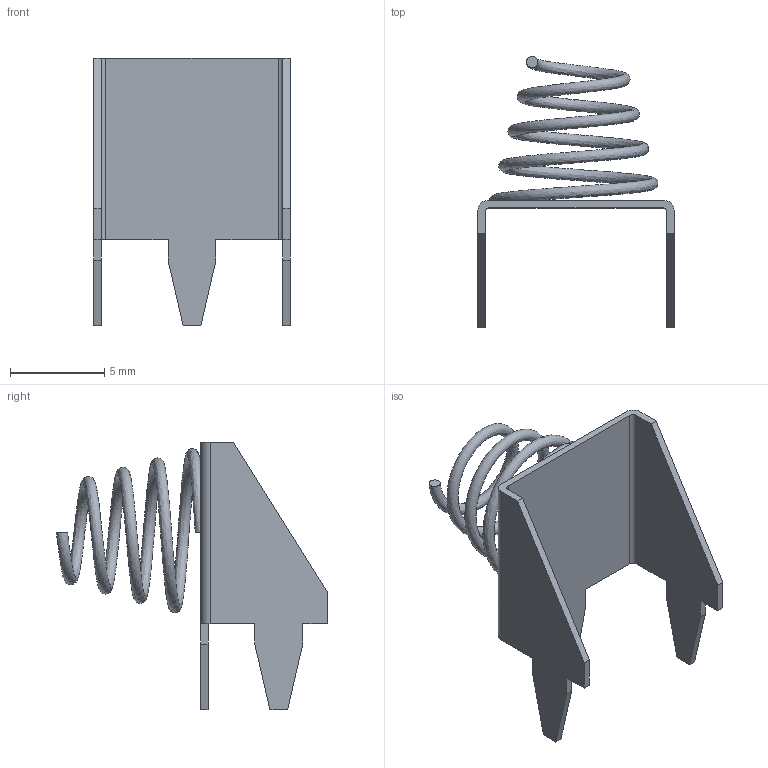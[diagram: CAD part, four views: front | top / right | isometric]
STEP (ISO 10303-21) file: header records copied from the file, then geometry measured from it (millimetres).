
FILE_DESCRIPTION(/* description */ (''),/* implementation_level */ '2;1');
FILE_NAME(/* name */ '8d18cea2-921d-4fce-a6db-106b33912fa3.stp',/* time_stamp */ '2019-02-17T21:15:02+00:00',/* author */ (''),/* organization */ (''),/* preprocessor_version */ 'ST-DEVELOPER v17.2',/* originating_system */ 'Autodesk Translation Framework v7.6.0.251',/* authorisation */ '');
FILE_SCHEMA (('AUTOMOTIVE_DESIGN { 1 0 10303 214 3 1 1 }'));
Length unit declared in the file: millimetre
Products named in the file (1): Keystone_629
Bounding box: 10.41 x 14.4 x 14.22 mm (x, y, z)
Volume: 102.1 mm3; surface area: 596.5 mm2
Topology: 1 solids, 1 shells, 37 faces, 101 edges, 67 vertices
Faces by surface type: plane 32, cylinder 4, bspline 1
Entity records: 1692 total; most frequent: CARTESIAN_POINT 715, ORIENTED_EDGE 202, DIRECTION 183, EDGE_CURVE 101, LINE 89, VECTOR 89, VERTEX_POINT 67, AXIS2_PLACEMENT_3D 47
